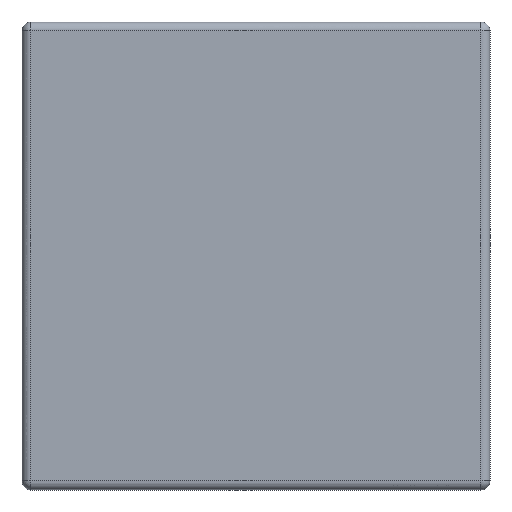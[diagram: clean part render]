
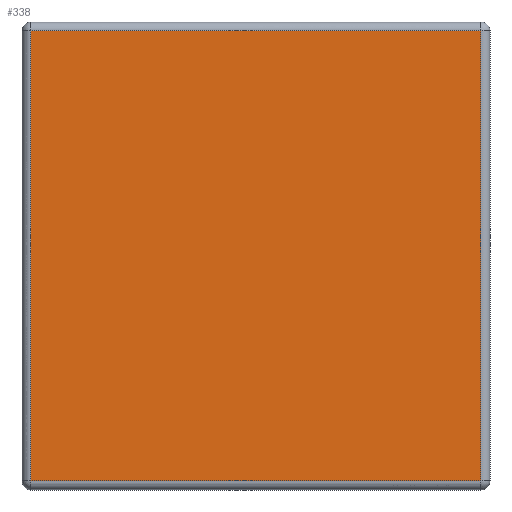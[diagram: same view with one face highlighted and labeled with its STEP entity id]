
A CAD part, front view. The second image highlights one B-rep face of the part: STEP entity #338.
In plain terms, the highlighted planar face has unit normal (0, -1, 0).
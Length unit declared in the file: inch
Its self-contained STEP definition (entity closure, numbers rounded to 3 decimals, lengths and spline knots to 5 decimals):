
#64=FACE_OUTER_BOUND('',#90,.T.);
#90=EDGE_LOOP('',(#251,#252,#253,#254));
#131=LINE('',#604,#155);
#132=LINE('',#606,#156);
#133=LINE('',#608,#157);
#134=LINE('',#609,#158);
#155=VECTOR('',#463,39.37008);
#156=VECTOR('',#464,39.37008);
#157=VECTOR('',#465,39.37008);
#158=VECTOR('',#466,39.37008);
#179=VERTEX_POINT('',#602);
#180=VERTEX_POINT('',#603);
#181=VERTEX_POINT('',#605);
#182=VERTEX_POINT('',#607);
#203=EDGE_CURVE('',#179,#180,#131,.T.);
#204=EDGE_CURVE('',#180,#181,#132,.T.);
#205=EDGE_CURVE('',#181,#182,#133,.T.);
#206=EDGE_CURVE('',#182,#179,#134,.T.);
#251=ORIENTED_EDGE('',*,*,#203,.T.);
#252=ORIENTED_EDGE('',*,*,#204,.T.);
#253=ORIENTED_EDGE('',*,*,#205,.T.);
#254=ORIENTED_EDGE('',*,*,#206,.T.);
#332=PLANE('',#384);
#338=ADVANCED_FACE('',(#64),#332,.T.);
#384=AXIS2_PLACEMENT_3D('',#601,#461,#462);
#461=DIRECTION('center_axis',(0.,-1.,0.));
#462=DIRECTION('ref_axis',(0.,0.,-1.));
#463=DIRECTION('',(-1.,0.,0.));
#464=DIRECTION('',(0.,0.,-1.));
#465=DIRECTION('',(1.,0.,0.));
#466=DIRECTION('',(0.,0.,1.));
#601=CARTESIAN_POINT('Origin',(0.,0.,0.));
#602=CARTESIAN_POINT('',(12.75,0.,-0.25));
#603=CARTESIAN_POINT('',(0.25,0.,-0.25));
#604=CARTESIAN_POINT('',(0.,0.,-0.25));
#605=CARTESIAN_POINT('',(0.25,0.,-12.75));
#606=CARTESIAN_POINT('',(0.25,0.,-13.));
#607=CARTESIAN_POINT('',(12.75,0.,-12.75));
#608=CARTESIAN_POINT('',(13.,0.,-12.75));
#609=CARTESIAN_POINT('',(12.75,0.,0.));
